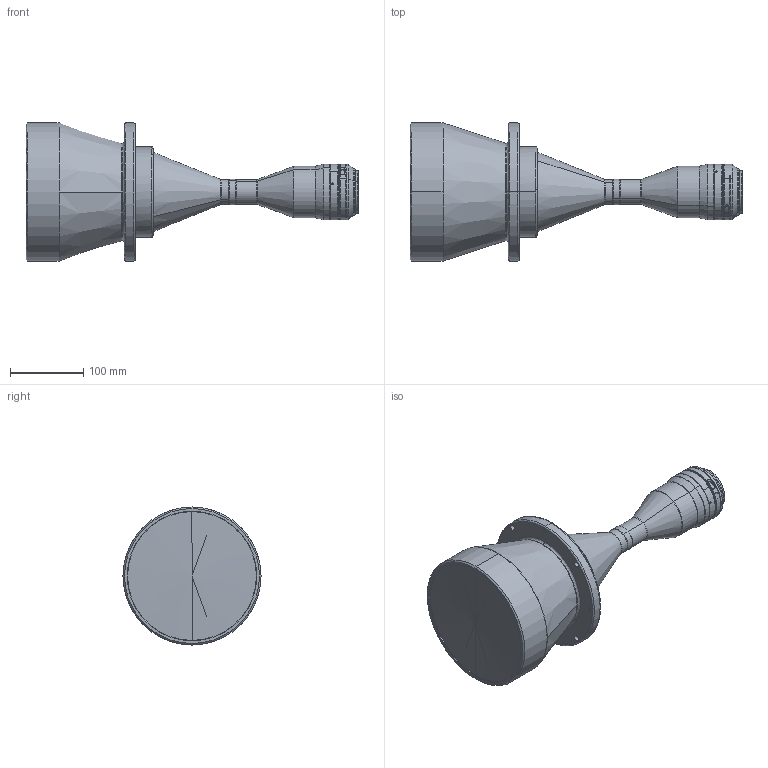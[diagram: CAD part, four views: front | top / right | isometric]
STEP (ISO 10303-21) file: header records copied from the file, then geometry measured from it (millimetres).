
FILE_DESCRIPTION (( 'STEP AP203' ), '1' );
FILE_NAME ('DTCM35FH-150-M58-AL.STEP', '2019-08-08T01:51:18', ( '' ), ( '' ), 'SwSTEP 2.0', 'SolidWorks 2017', '' );
FILE_SCHEMA (( 'CONFIG_CONTROL_DESIGN' ));
Length unit declared in the file: millimetre
Products named in the file (1): DTCM35FH-150-M58-AL
Bounding box: 452.25 x 188 x 188 mm (x, y, z)
Volume: 4621806.2 mm3; surface area: 213883.1 mm2
Topology: 1 solids, 2 shells, 150 faces, 357 edges, 220 vertices
Faces by surface type: cylinder 65, cone 41, plane 22, bspline 22
Entity records: 5469 total; most frequent: CARTESIAN_POINT 1965, DIRECTION 744, ORIENTED_EDGE 706, EDGE_CURVE 353, AXIS2_PLACEMENT_3D 311, VERTEX_POINT 220, CIRCLE 182, EDGE_LOOP 181
